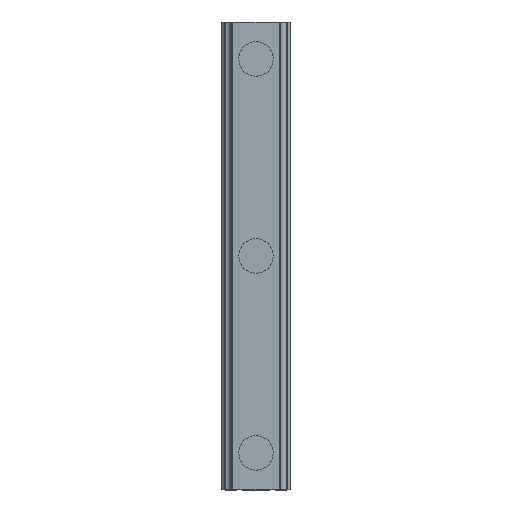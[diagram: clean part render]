
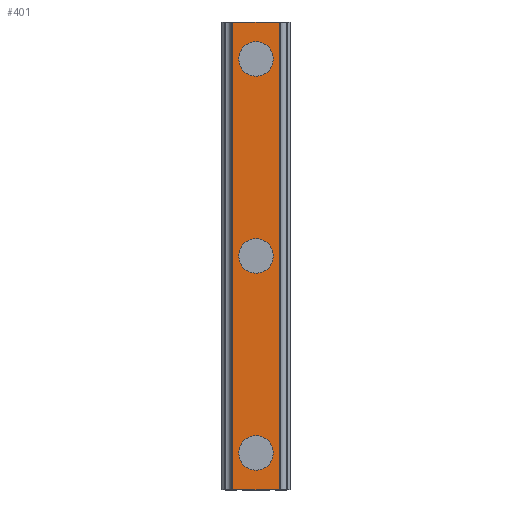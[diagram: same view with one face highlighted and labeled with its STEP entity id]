
A CAD part, top view. The second image highlights one B-rep face of the part: STEP entity #401.
In plain terms, the highlighted planar face has unit normal (0, 0, 1).
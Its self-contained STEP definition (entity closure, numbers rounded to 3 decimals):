
#401=ADVANCED_FACE('',(#830,#831,#832,#833),#834,.T.);
#830=FACE_BOUND('',#1277,.T.);
#831=FACE_BOUND('',#1278,.T.);
#832=FACE_BOUND('',#1279,.T.);
#833=FACE_OUTER_BOUND('',#1280,.T.);
#834=PLANE('',#1281);
#1277=EDGE_LOOP('',(#2481,#2482));
#1278=EDGE_LOOP('',(#2483,#2484));
#1279=EDGE_LOOP('',(#2485,#2486));
#1280=EDGE_LOOP('',(#2487,#2488,#2489,#2490));
#1281=AXIS2_PLACEMENT_3D('',#2491,#2492,#2493);
#2481=ORIENTED_EDGE('',*,*,#2714,.T.);
#2482=ORIENTED_EDGE('',*,*,#3093,.T.);
#2483=ORIENTED_EDGE('',*,*,#2704,.T.);
#2484=ORIENTED_EDGE('',*,*,#3099,.T.);
#2485=ORIENTED_EDGE('',*,*,#2694,.T.);
#2486=ORIENTED_EDGE('',*,*,#3105,.T.);
#2487=ORIENTED_EDGE('',*,*,#3067,.T.);
#2488=ORIENTED_EDGE('',*,*,#3162,.F.);
#2489=ORIENTED_EDGE('',*,*,#2931,.T.);
#2490=ORIENTED_EDGE('',*,*,#3160,.T.);
#2491=CARTESIAN_POINT('',(0.,190.0,26.));
#2492=DIRECTION('',(0.0,0.0,1.0));
#2493=DIRECTION('',(-1.0,0.0,0.0));
#2694=EDGE_CURVE('',#3224,#3221,#3225,.T.);
#2704=EDGE_CURVE('',#3242,#3239,#3243,.T.);
#2714=EDGE_CURVE('',#3260,#3257,#3261,.T.);
#2931=EDGE_CURVE('',#3594,#3592,#3595,.T.);
#3067=EDGE_CURVE('',#3821,#3819,#3822,.T.);
#3093=EDGE_CURVE('',#3257,#3260,#3871,.T.);
#3099=EDGE_CURVE('',#3239,#3242,#3877,.T.);
#3105=EDGE_CURVE('',#3221,#3224,#3883,.T.);
#3160=EDGE_CURVE('',#3592,#3821,#3938,.T.);
#3162=EDGE_CURVE('',#3594,#3819,#3940,.T.);
#3221=VERTEX_POINT('',#4001);
#3224=VERTEX_POINT('',#4005);
#3225=CIRCLE('',#4006,7.0);
#3239=VERTEX_POINT('',#4023);
#3242=VERTEX_POINT('',#4027);
#3243=CIRCLE('',#4028,7.0);
#3257=VERTEX_POINT('',#4045);
#3260=VERTEX_POINT('',#4049);
#3261=CIRCLE('',#4050,7.0);
#3592=VERTEX_POINT('',#4516);
#3594=VERTEX_POINT('',#4519);
#3595=LINE('',#4520,#4521);
#3819=VERTEX_POINT('',#4833);
#3821=VERTEX_POINT('',#4836);
#3822=LINE('',#4837,#4838);
#3871=CIRCLE('',#4900,7.0);
#3877=CIRCLE('',#4906,7.0);
#3883=CIRCLE('',#4912,7.0);
#3938=LINE('',#4992,#4993);
#3940=LINE('',#4995,#4996);
#4001=CARTESIAN_POINT('',(7.0,15.0,26.));
#4005=CARTESIAN_POINT('',(-7.0,15.0,26.));
#4006=AXIS2_PLACEMENT_3D('',#5077,#5078,#5079);
#4023=CARTESIAN_POINT('',(7.0,95.0,26.));
#4027=CARTESIAN_POINT('',(-7.0,95.0,26.));
#4028=AXIS2_PLACEMENT_3D('',#5093,#5094,#5095);
#4045=CARTESIAN_POINT('',(7.0,175.0,26.));
#4049=CARTESIAN_POINT('',(-7.0,175.0,26.));
#4050=AXIS2_PLACEMENT_3D('',#5109,#5110,#5111);
#4516=CARTESIAN_POINT('',(-9.342,190.0,26.));
#4519=CARTESIAN_POINT('',(9.342,190.0,26.));
#4520=CARTESIAN_POINT('',(9.342,190.0,26.));
#4521=VECTOR('',#5329,1.0);
#4833=CARTESIAN_POINT('',(9.342,0.0,26.));
#4836=CARTESIAN_POINT('',(-9.342,0.0,26.));
#4837=CARTESIAN_POINT('',(9.342,0.0,26.));
#4838=VECTOR('',#5485,1.0);
#4900=AXIS2_PLACEMENT_3D('',#5532,#5533,#5534);
#4906=AXIS2_PLACEMENT_3D('',#5541,#5542,#5543);
#4912=AXIS2_PLACEMENT_3D('',#5550,#5551,#5552);
#4992=CARTESIAN_POINT('',(-9.342,190.0,26.));
#4993=VECTOR('',#5584,1.0);
#4995=CARTESIAN_POINT('',(9.342,190.0,26.));
#4996=VECTOR('',#5585,1.0);
#5077=CARTESIAN_POINT('',(0.0,15.0,26.));
#5078=DIRECTION('',(0.0,0.0,-1.0));
#5079=DIRECTION('',(1.0,0.0,0.0));
#5093=CARTESIAN_POINT('',(0.0,95.0,26.));
#5094=DIRECTION('',(0.0,0.0,-1.0));
#5095=DIRECTION('',(1.0,0.0,0.0));
#5109=CARTESIAN_POINT('',(0.0,175.0,26.));
#5110=DIRECTION('',(0.0,0.0,-1.0));
#5111=DIRECTION('',(1.0,0.0,0.0));
#5329=DIRECTION('',(-1.0,0.0,0.0));
#5485=DIRECTION('',(1.0,0.0,0.0));
#5532=CARTESIAN_POINT('',(0.0,175.0,26.));
#5533=DIRECTION('',(0.0,0.0,-1.0));
#5534=DIRECTION('',(1.0,0.0,0.0));
#5541=CARTESIAN_POINT('',(0.0,95.0,26.));
#5542=DIRECTION('',(0.0,0.0,-1.0));
#5543=DIRECTION('',(1.0,0.0,0.0));
#5550=CARTESIAN_POINT('',(0.0,15.0,26.));
#5551=DIRECTION('',(0.0,0.0,-1.0));
#5552=DIRECTION('',(1.0,0.0,0.0));
#5584=DIRECTION('',(0.0,-1.0,0.0));
#5585=DIRECTION('',(0.0,-1.0,0.0));
